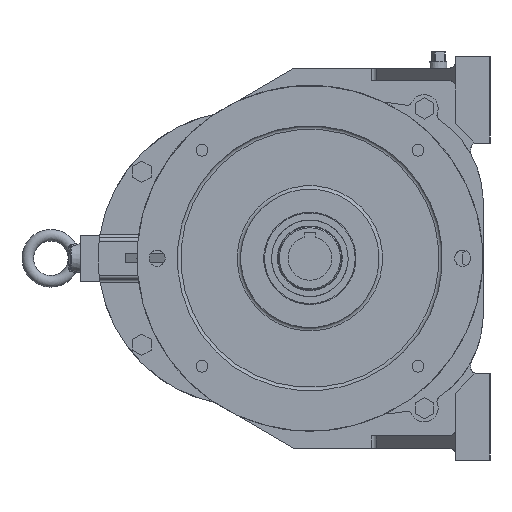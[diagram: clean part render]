
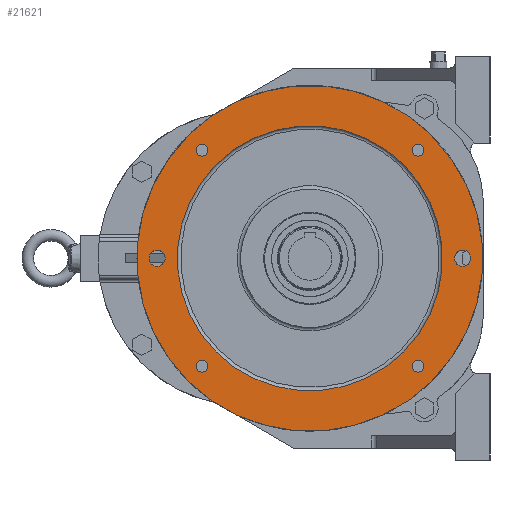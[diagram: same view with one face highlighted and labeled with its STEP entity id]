
A CAD part, left-side view. The second image highlights one B-rep face of the part: STEP entity #21621.
In plain terms, the highlighted planar face has unit normal (-1, 0, 0).
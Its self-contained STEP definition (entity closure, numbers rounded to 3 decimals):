
#181 = CARTESIAN_POINT ( 'NONE',  ( -177., -181.24, 0. ) ) ;
#516 = EDGE_CURVE ( 'NONE', #7529, #7529, #17591, .T. ) ;
#579 = CARTESIAN_POINT ( 'NONE',  ( -177., -142.432, 93.692 ) ) ;
#694 = FACE_BOUND ( 'NONE', #1080, .T. ) ;
#1080 = EDGE_LOOP ( 'NONE', ( #22516 ) ) ;
#1111 = EDGE_CURVE ( 'NONE', #14280, #14280, #3497, .T. ) ;
#2035 = ORIENTED_EDGE ( 'NONE', *, *, #9645, .F. ) ;
#2103 = CARTESIAN_POINT ( 'NONE',  ( -177., 44.952, 93.692 ) ) ;
#3497 = CIRCLE ( 'NONE', #16869, 5.1 ) ;
#3710 = CARTESIAN_POINT ( 'NONE',  ( -177., 41.345, 97.298 ) ) ;
#3821 = DIRECTION ( 'NONE',  ( 0., -0.707, 0.707 ) ) ;
#3936 = CARTESIAN_POINT ( 'NONE',  ( -177., -154.806, 106.066 ) ) ;
#4321 = DIRECTION ( 'NONE',  ( -1., 0., 0. ) ) ;
#4395 = CARTESIAN_POINT ( 'NONE',  ( -177., -146.038, -90.085 ) ) ;
#4446 = DIRECTION ( 'NONE',  ( -1., 0., 0. ) ) ;
#5527 = CIRCLE ( 'NONE', #8489, 5.1 ) ;
#6065 = FACE_BOUND ( 'NONE', #22796, .T. ) ;
#6289 = FACE_BOUND ( 'NONE', #16025, .T. ) ;
#7145 = EDGE_CURVE ( 'NONE', #9495, #9495, #18187, .T. ) ;
#7529 = VERTEX_POINT ( 'NONE', #3936 ) ;
#7774 = ORIENTED_EDGE ( 'NONE', *, *, #12483, .F. ) ;
#8133 = FACE_BOUND ( 'NONE', #21364, .T. ) ;
#8265 = DIRECTION ( 'NONE',  ( 0., -0.707, 0.707 ) ) ;
#8489 = AXIS2_PLACEMENT_3D ( 'NONE', #15258, #11761, #8265 ) ;
#8557 = CIRCLE ( 'NONE', #21576, 5.1 ) ;
#8668 = ORIENTED_EDGE ( 'NONE', *, *, #20296, .F. ) ;
#8813 = ORIENTED_EDGE ( 'NONE', *, *, #7145, .F. ) ;
#8879 = AXIS2_PLACEMENT_3D ( 'NONE', #16066, #19339, #14090 ) ;
#9425 = FACE_BOUND ( 'NONE', #10703, .T. ) ;
#9493 = DIRECTION ( 'NONE',  ( -1., 0., 0. ) ) ;
#9495 = VERTEX_POINT ( 'NONE', #16823 ) ;
#9517 = ORIENTED_EDGE ( 'NONE', *, *, #516, .T. ) ;
#9536 = FACE_BOUND ( 'NONE', #9861, .T. ) ;
#9645 = EDGE_CURVE ( 'NONE', #22079, #22079, #8557, .T. ) ;
#9861 = EDGE_LOOP ( 'NONE', ( #21904 ) ) ;
#10489 = EDGE_LOOP ( 'NONE', ( #9517 ) ) ;
#10703 = EDGE_LOOP ( 'NONE', ( #19147 ) ) ;
#10724 = VERTEX_POINT ( 'NONE', #22525 ) ;
#11125 = AXIS2_PLACEMENT_3D ( 'NONE', #18903, #20764, #22748 ) ;
#11176 = DIRECTION ( 'NONE',  ( -1., 0., 0. ) ) ;
#11421 = CIRCLE ( 'NONE', #19996, 5.1 ) ;
#11633 = DIRECTION ( 'NONE',  ( 0., -0.707, 0.707 ) ) ;
#11761 = DIRECTION ( 'NONE',  ( -1., 0., 0. ) ) ;
#11946 = EDGE_LOOP ( 'NONE', ( #2035 ) ) ;
#12253 = CIRCLE ( 'NONE', #11125, 115. ) ;
#12453 = EDGE_CURVE ( 'NONE', #20321, #20321, #5527, .T. ) ;
#12483 = EDGE_CURVE ( 'NONE', #15069, #15069, #20026, .T. ) ;
#12613 = DIRECTION ( 'NONE',  ( 0., -0.707, 0.707 ) ) ;
#12925 = DIRECTION ( 'NONE',  ( 0., -0.707, 0.707 ) ) ;
#13148 = CARTESIAN_POINT ( 'NONE',  ( -177., -154.806, -106.066 ) ) ;
#13383 = PLANE ( 'NONE',  #18836 ) ;
#14090 = DIRECTION ( 'NONE',  ( 0., -0.707, 0.707 ) ) ;
#14280 = VERTEX_POINT ( 'NONE', #3710 ) ;
#14685 = DIRECTION ( 'NONE',  ( -1., 0., 0. ) ) ;
#14802 = CARTESIAN_POINT ( 'NONE',  ( -177., 44.952, -93.692 ) ) ;
#14901 = FACE_BOUND ( 'NONE', #11946, .T. ) ;
#15069 = VERTEX_POINT ( 'NONE', #21970 ) ;
#15238 = FACE_OUTER_BOUND ( 'NONE', #10489, .T. ) ;
#15258 = CARTESIAN_POINT ( 'NONE',  ( -177., -142.432, -93.692 ) ) ;
#16025 = EDGE_LOOP ( 'NONE', ( #8813 ) ) ;
#16066 = CARTESIAN_POINT ( 'NONE',  ( -177., 83.76, 0. ) ) ;
#16713 = CARTESIAN_POINT ( 'NONE',  ( -177., -146.038, 97.298 ) ) ;
#16772 = DIRECTION ( 'NONE',  ( -1., 0., 0. ) ) ;
#16823 = CARTESIAN_POINT ( 'NONE',  ( -177., -186.19, 4.95 ) ) ;
#16869 = AXIS2_PLACEMENT_3D ( 'NONE', #2103, #11176, #12925 ) ;
#17104 = CARTESIAN_POINT ( 'NONE',  ( -177., -48.74, 0. ) ) ;
#17591 = CIRCLE ( 'NONE', #22415, 150. ) ;
#17714 = VERTEX_POINT ( 'NONE', #19468 ) ;
#18180 = DIRECTION ( 'NONE',  ( 0., -0.707, 0.707 ) ) ;
#18187 = CIRCLE ( 'NONE', #22271, 7. ) ;
#18510 = EDGE_CURVE ( 'NONE', #10724, #10724, #11421, .T. ) ;
#18836 = AXIS2_PLACEMENT_3D ( 'NONE', #13148, #4321, #20022 ) ;
#18903 = CARTESIAN_POINT ( 'NONE',  ( -177., -48.74, 0. ) ) ;
#19147 = ORIENTED_EDGE ( 'NONE', *, *, #1111, .F. ) ;
#19339 = DIRECTION ( 'NONE',  ( -1., 0., 0. ) ) ;
#19468 = CARTESIAN_POINT ( 'NONE',  ( -177., -130.057, 81.317 ) ) ;
#19996 = AXIS2_PLACEMENT_3D ( 'NONE', #14802, #14685, #12613 ) ;
#20022 = DIRECTION ( 'NONE',  ( 0., -0.707, 0.707 ) ) ;
#20026 = CIRCLE ( 'NONE', #8879, 7. ) ;
#20296 = EDGE_CURVE ( 'NONE', #17714, #17714, #12253, .T. ) ;
#20321 = VERTEX_POINT ( 'NONE', #4395 ) ;
#20764 = DIRECTION ( 'NONE',  ( -1., 0., 0. ) ) ;
#21364 = EDGE_LOOP ( 'NONE', ( #7774 ) ) ;
#21576 = AXIS2_PLACEMENT_3D ( 'NONE', #579, #16772, #18180 ) ;
#21621 = ADVANCED_FACE ( 'NONE', ( #9425, #8133, #9536, #694, #14901, #6289, #15238, #6065 ), #13383, .T. ) ;
#21904 = ORIENTED_EDGE ( 'NONE', *, *, #18510, .F. ) ;
#21970 = CARTESIAN_POINT ( 'NONE',  ( -177., 78.81, 4.95 ) ) ;
#22079 = VERTEX_POINT ( 'NONE', #16713 ) ;
#22271 = AXIS2_PLACEMENT_3D ( 'NONE', #181, #9493, #3821 ) ;
#22415 = AXIS2_PLACEMENT_3D ( 'NONE', #17104, #4446, #11633 ) ;
#22516 = ORIENTED_EDGE ( 'NONE', *, *, #12453, .F. ) ;
#22525 = CARTESIAN_POINT ( 'NONE',  ( -177., 41.345, -90.085 ) ) ;
#22748 = DIRECTION ( 'NONE',  ( 0., -0.707, 0.707 ) ) ;
#22796 = EDGE_LOOP ( 'NONE', ( #8668 ) ) ;
